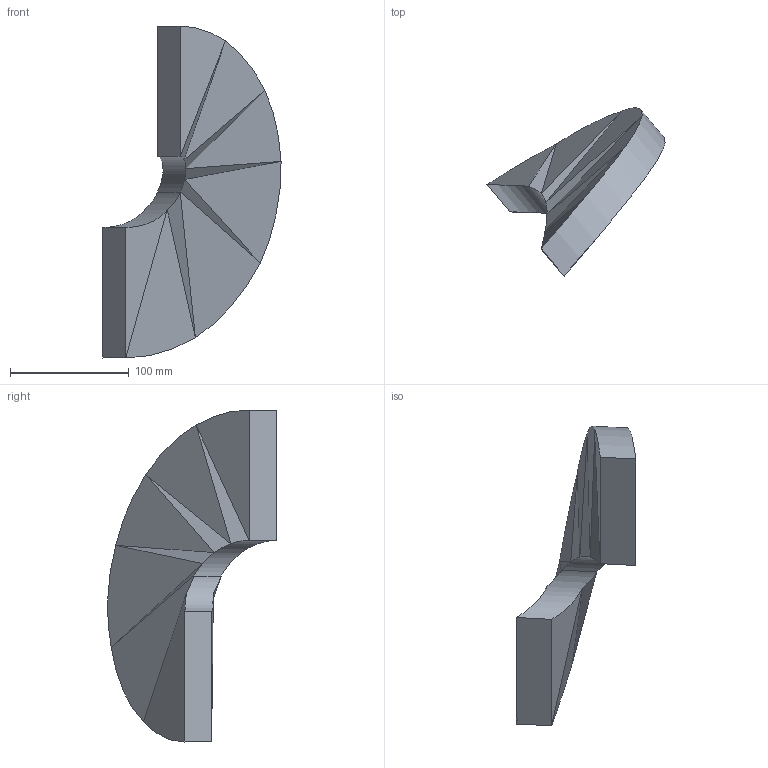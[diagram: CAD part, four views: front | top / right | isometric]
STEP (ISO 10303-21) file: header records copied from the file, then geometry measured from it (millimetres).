
FILE_DESCRIPTION(('STEP AP214'),'1');
FILE_NAME('BC.stp','2020-07-28T14:20:14',(' '),(' '),'Spatial InterOp 3D',' ',' ');
FILE_SCHEMA(('AUTOMOTIVE_DESIGN { 1 0 10303 214 1 1 1 1 }'));
Length unit declared in the file: centimetre
Products named in the file (1): Sólido
Bounding box: 150.29 x 142.27 x 280 mm (x, y, z)
Volume: 881216.7 mm3; surface area: 85119.5 mm2
Topology: 1 solids, 1 shells, 30 faces, 56 edges, 28 vertices
Faces by surface type: plane 26, cylinder 4
Entity records: 745 total; most frequent: DIRECTION 142, CARTESIAN_POINT 115, ORIENTED_EDGE 112, EDGE_CURVE 56, AXIS2_PLACEMENT_3D 55, LINE 32, VECTOR 32, ADVANCED_FACE 30
